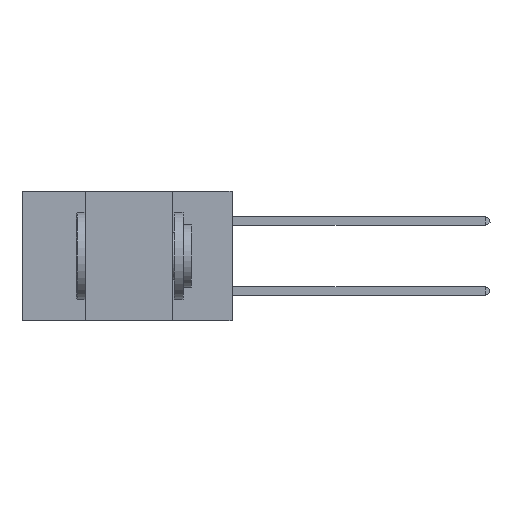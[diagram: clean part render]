
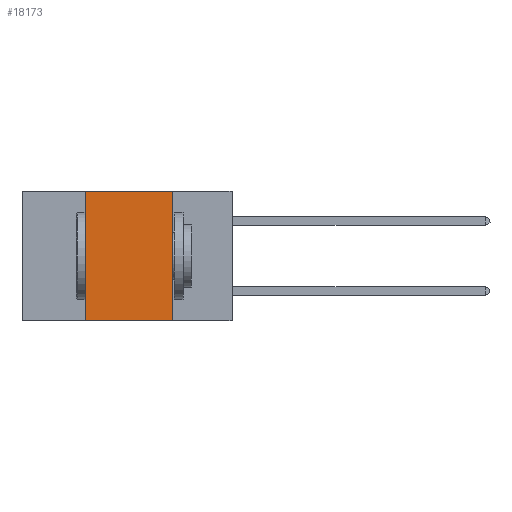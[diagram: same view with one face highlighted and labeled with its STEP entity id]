
A CAD part, left-side view. The second image highlights one B-rep face of the part: STEP entity #18173.
In plain terms, the highlighted planar face has unit normal (-1, 0, 0).
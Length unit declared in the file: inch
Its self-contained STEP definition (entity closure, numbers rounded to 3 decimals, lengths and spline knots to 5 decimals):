
#114 = VERTEX_POINT ( 'NONE', #11772 ) ;
#1522 = ORIENTED_EDGE ( 'NONE', *, *, #19685, .F. ) ;
#1955 = CARTESIAN_POINT ( 'NONE',  ( 0., 0.6, 0. ) ) ;
#2386 = VECTOR ( 'NONE', #9802, 39.37008 ) ;
#3867 = ORIENTED_EDGE ( 'NONE', *, *, #20929, .F. ) ;
#4864 = DIRECTION ( 'NONE',  ( 1., 0., 0. ) ) ;
#5504 = CARTESIAN_POINT ( 'NONE',  ( 0., 0.42, -0.37 ) ) ;
#6038 = LINE ( 'NONE', #1955, #11917 ) ;
#6165 = DIRECTION ( 'NONE',  ( 0., 0., -1. ) ) ;
#6494 = PLANE ( 'NONE',  #12925 ) ;
#6526 = ORIENTED_EDGE ( 'NONE', *, *, #15331, .T. ) ;
#7051 = EDGE_CURVE ( 'NONE', #12144, #114, #6038, .T. ) ;
#7094 = ORIENTED_EDGE ( 'NONE', *, *, #7051, .F. ) ;
#8124 = CARTESIAN_POINT ( 'NONE',  ( 0., 0.17, 0. ) ) ;
#8855 = LINE ( 'NONE', #10477, #16973 ) ;
#9802 = DIRECTION ( 'NONE',  ( 0., 0., 1. ) ) ;
#10477 = CARTESIAN_POINT ( 'NONE',  ( 0., 0.6, -0.37 ) ) ;
#11670 = CARTESIAN_POINT ( 'NONE',  ( 0., 0.42, 0. ) ) ;
#11772 = CARTESIAN_POINT ( 'NONE',  ( 0., 0.17, 0. ) ) ;
#11917 = VECTOR ( 'NONE', #20391, 39.37008 ) ;
#12144 = VERTEX_POINT ( 'NONE', #15729 ) ;
#12806 = LINE ( 'NONE', #8124, #15855 ) ;
#12925 = AXIS2_PLACEMENT_3D ( 'NONE', #18935, #4864, #20848 ) ;
#15331 = EDGE_CURVE ( 'NONE', #20693, #22273, #8855, .T. ) ;
#15729 = CARTESIAN_POINT ( 'NONE',  ( 0., 0.42, 0. ) ) ;
#15855 = VECTOR ( 'NONE', #6165, 39.37008 ) ;
#16606 = CARTESIAN_POINT ( 'NONE',  ( 0., 0.17, -0.37 ) ) ;
#16973 = VECTOR ( 'NONE', #22876, 39.37008 ) ;
#18173 = ADVANCED_FACE ( 'NONE', ( #20681 ), #6494, .F. ) ;
#18591 = EDGE_LOOP ( 'NONE', ( #1522, #7094, #3867, #6526 ) ) ;
#18935 = CARTESIAN_POINT ( 'NONE',  ( 0., 0.6, 0. ) ) ;
#19685 = EDGE_CURVE ( 'NONE', #114, #22273, #12806, .T. ) ;
#20391 = DIRECTION ( 'NONE',  ( 0., -1., 0. ) ) ;
#20681 = FACE_OUTER_BOUND ( 'NONE', #18591, .T. ) ;
#20693 = VERTEX_POINT ( 'NONE', #5504 ) ;
#20848 = DIRECTION ( 'NONE',  ( 0., 0., -1. ) ) ;
#20929 = EDGE_CURVE ( 'NONE', #20693, #12144, #23114, .T. ) ;
#22273 = VERTEX_POINT ( 'NONE', #16606 ) ;
#22876 = DIRECTION ( 'NONE',  ( 0., -1., 0. ) ) ;
#23114 = LINE ( 'NONE', #11670, #2386 ) ;
